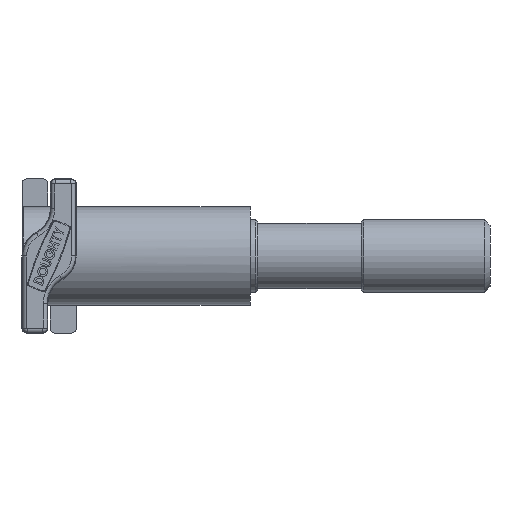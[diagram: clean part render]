
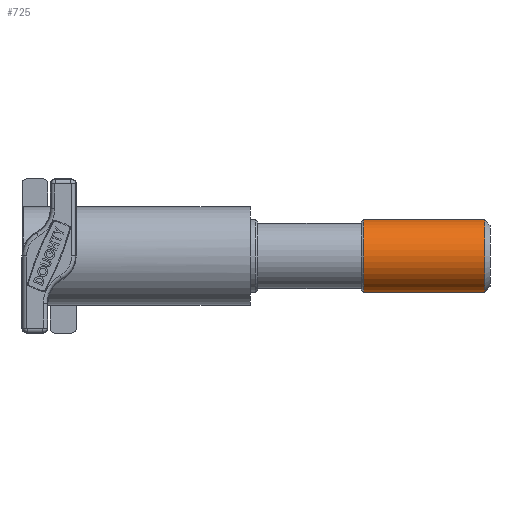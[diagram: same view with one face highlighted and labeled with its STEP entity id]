
A CAD part, left-side view. The second image highlights one B-rep face of the part: STEP entity #725.
In plain terms, the highlighted cylindrical face has radius 14 mm (diameter 28 mm), a partial arc.
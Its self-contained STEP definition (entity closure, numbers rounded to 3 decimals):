
#244 = ORIENTED_EDGE ( 'NONE', *, *, #2708, .F. ) ;
#313 = DIRECTION ( 'NONE',  ( 0., -1., 0. ) ) ;
#322 = CARTESIAN_POINT ( 'NONE',  ( 0., -74.5, -14. ) ) ;
#431 = VECTOR ( 'NONE', #2581, 1000. ) ;
#557 = DIRECTION ( 'NONE',  ( 0., 0., 1. ) ) ;
#725 = ADVANCED_FACE ( 'NONE', ( #4653 ), #3546, .T. ) ;
#861 = VERTEX_POINT ( 'NONE', #3342 ) ;
#954 = CIRCLE ( 'NONE', #1906, 14. ) ;
#976 = EDGE_CURVE ( 'NONE', #861, #1669, #954, .T. ) ;
#1114 = LINE ( 'NONE', #1421, #4571 ) ;
#1162 = DIRECTION ( 'NONE',  ( 0., 1., 0. ) ) ;
#1255 = EDGE_CURVE ( 'NONE', #6830, #1753, #2805, .T. ) ;
#1421 = CARTESIAN_POINT ( 'NONE',  ( 0., -76.5, -14. ) ) ;
#1669 = VERTEX_POINT ( 'NONE', #4508 ) ;
#1753 = VERTEX_POINT ( 'NONE', #2958 ) ;
#1906 = AXIS2_PLACEMENT_3D ( 'NONE', #5770, #6340, #4096 ) ;
#2086 = ORIENTED_EDGE ( 'NONE', *, *, #2540, .T. ) ;
#2540 = EDGE_CURVE ( 'NONE', #1669, #6830, #1114, .T. ) ;
#2581 = DIRECTION ( 'NONE',  ( 0., -1., 0. ) ) ;
#2708 = EDGE_CURVE ( 'NONE', #861, #1753, #4222, .T. ) ;
#2805 = CIRCLE ( 'NONE', #6868, 14. ) ;
#2958 = CARTESIAN_POINT ( 'NONE',  ( 0., -74.5, 14. ) ) ;
#3342 = CARTESIAN_POINT ( 'NONE',  ( 0., -27.5, 14. ) ) ;
#3546 = CYLINDRICAL_SURFACE ( 'NONE', #5095, 14. ) ;
#4096 = DIRECTION ( 'NONE',  ( 0., 0., -1. ) ) ;
#4222 = LINE ( 'NONE', #6311, #431 ) ;
#4419 = CARTESIAN_POINT ( 'NONE',  ( 0., -74.5, 0. ) ) ;
#4508 = CARTESIAN_POINT ( 'NONE',  ( 0., -27.5, -14. ) ) ;
#4571 = VECTOR ( 'NONE', #313, 1000. ) ;
#4604 = ORIENTED_EDGE ( 'NONE', *, *, #1255, .T. ) ;
#4639 = EDGE_LOOP ( 'NONE', ( #244, #5398, #2086, #4604 ) ) ;
#4653 = FACE_OUTER_BOUND ( 'NONE', #4639, .T. ) ;
#5095 = AXIS2_PLACEMENT_3D ( 'NONE', #5104, #6620, #6637 ) ;
#5104 = CARTESIAN_POINT ( 'NONE',  ( 0., -76.5, 0. ) ) ;
#5398 = ORIENTED_EDGE ( 'NONE', *, *, #976, .T. ) ;
#5770 = CARTESIAN_POINT ( 'NONE',  ( 0., -27.5, 0. ) ) ;
#6311 = CARTESIAN_POINT ( 'NONE',  ( 0., -76.5, 14. ) ) ;
#6340 = DIRECTION ( 'NONE',  ( 0., -1., 0. ) ) ;
#6620 = DIRECTION ( 'NONE',  ( 0., -1., 0. ) ) ;
#6637 = DIRECTION ( 'NONE',  ( 0., 0., -1. ) ) ;
#6830 = VERTEX_POINT ( 'NONE', #322 ) ;
#6868 = AXIS2_PLACEMENT_3D ( 'NONE', #4419, #1162, #557 ) ;
